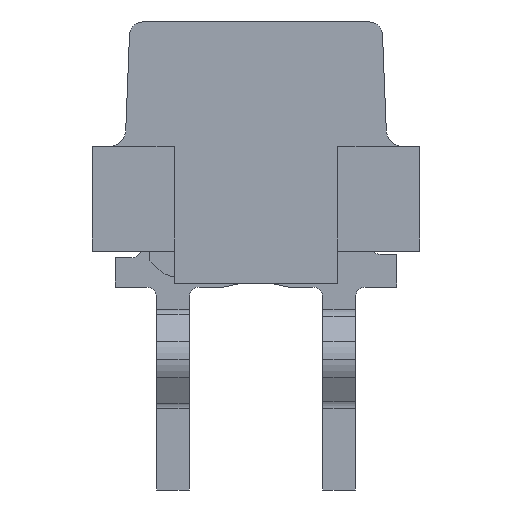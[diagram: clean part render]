
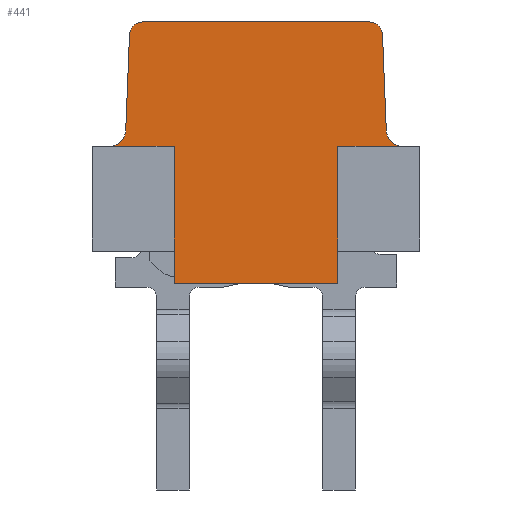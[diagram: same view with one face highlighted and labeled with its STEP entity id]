
A CAD part, left-side view. The second image highlights one B-rep face of the part: STEP entity #441.
In plain terms, the highlighted planar face has unit normal (-1, 0, 0).
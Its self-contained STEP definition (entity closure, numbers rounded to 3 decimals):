
#441=ADVANCED_FACE('',(#1971),#1972,.T.);
#1971=FACE_OUTER_BOUND('',#4279,.T.);
#1972=PLANE('',#4280);
#4279=EDGE_LOOP('',(#9394,#9395,#9396,#9397,#9398,#9399,#9400,#9401,#9402,#9403,#9404,#9405,#9406,#9407));
#4280=AXIS2_PLACEMENT_3D('',#9408,#9409,#9410);
#9394=ORIENTED_EDGE('',*,*,#17281,.T.);
#9395=ORIENTED_EDGE('',*,*,#17282,.T.);
#9396=ORIENTED_EDGE('',*,*,#17283,.F.);
#9397=ORIENTED_EDGE('',*,*,#17284,.T.);
#9398=ORIENTED_EDGE('',*,*,#16935,.T.);
#9399=ORIENTED_EDGE('',*,*,#16988,.T.);
#9400=ORIENTED_EDGE('',*,*,#17256,.F.);
#9401=ORIENTED_EDGE('',*,*,#17285,.F.);
#9402=ORIENTED_EDGE('',*,*,#17286,.F.);
#9403=ORIENTED_EDGE('',*,*,#17287,.T.);
#9404=ORIENTED_EDGE('',*,*,#17288,.T.);
#9405=ORIENTED_EDGE('',*,*,#17289,.T.);
#9406=ORIENTED_EDGE('',*,*,#15970,.T.);
#9407=ORIENTED_EDGE('',*,*,#17290,.T.);
#9408=CARTESIAN_POINT('',(-7.84,0.0,-4.0));
#9409=DIRECTION('',(-1.0,0.0,0.0));
#9410=DIRECTION('',(0.0,0.0,1.0));
#15970=EDGE_CURVE('',#19489,#19490,#19491,.T.);
#16935=EDGE_CURVE('',#20504,#21215,#21218,.T.);
#16988=EDGE_CURVE('',#21215,#21307,#21309,.T.);
#17256=EDGE_CURVE('',#20570,#21307,#21760,.T.);
#17281=EDGE_CURVE('',#21785,#21786,#21787,.T.);
#17282=EDGE_CURVE('',#21786,#21788,#21789,.T.);
#17283=EDGE_CURVE('',#21790,#21788,#21791,.T.);
#17284=EDGE_CURVE('',#21790,#20504,#21792,.T.);
#17285=EDGE_CURVE('',#21793,#20570,#21794,.T.);
#17286=EDGE_CURVE('',#21795,#21793,#21796,.T.);
#17287=EDGE_CURVE('',#21795,#21797,#21798,.T.);
#17288=EDGE_CURVE('',#21797,#21799,#21800,.T.);
#17289=EDGE_CURVE('',#21799,#19489,#21801,.T.);
#17290=EDGE_CURVE('',#19490,#21785,#21802,.T.);
#19489=VERTEX_POINT('',#25050);
#19490=VERTEX_POINT('',#25051);
#19491=LINE('',#25052,#25053);
#20504=VERTEX_POINT('',#26586);
#20570=VERTEX_POINT('',#26685);
#21215=VERTEX_POINT('',#27676);
#21218=LINE('',#27680,#27681);
#21307=VERTEX_POINT('',#27821);
#21309=LINE('',#27824,#27825);
#21760=LINE('',#28515,#28516);
#21785=VERTEX_POINT('',#28565);
#21786=VERTEX_POINT('',#28566);
#21787=LINE('',#28567,#28568);
#21788=VERTEX_POINT('',#28569);
#21789=CIRCLE('',#28570,0.25);
#21790=VERTEX_POINT('',#28571);
#21791=LINE('',#28572,#28573);
#21792=LINE('',#28574,#28575);
#21793=VERTEX_POINT('',#28576);
#21794=LINE('',#28577,#28578);
#21795=VERTEX_POINT('',#28579);
#21796=LINE('',#28580,#28581);
#21797=VERTEX_POINT('',#28582);
#21798=CIRCLE('',#28583,0.25);
#21799=VERTEX_POINT('',#28584);
#21800=LINE('',#28585,#28586);
#21801=CIRCLE('',#28587,0.2);
#21802=CIRCLE('',#28588,0.2);
#25050=CARTESIAN_POINT('',(-7.84,-1.733,0.0));
#25051=CARTESIAN_POINT('',(-7.84,1.733,0.0));
#25052=CARTESIAN_POINT('',(-7.84,-1.733,0.0));
#25053=VECTOR('',#32866,3.465);
#26586=CARTESIAN_POINT('',(-7.84,1.25,-3.5));
#26685=CARTESIAN_POINT('',(-7.84,-1.25,-3.5));
#27676=CARTESIAN_POINT('',(-7.84,1.25,-4.0));
#27680=CARTESIAN_POINT('',(-7.84,1.25,-3.5));
#27681=VECTOR('',#33959,0.5);
#27821=CARTESIAN_POINT('',(-7.84,-1.25,-4.0));
#27824=CARTESIAN_POINT('',(-7.84,1.25,-4.0));
#27825=VECTOR('',#34012,2.5);
#28515=CARTESIAN_POINT('',(-7.84,-1.25,-3.5));
#28516=VECTOR('',#34336,0.5);
#28565=CARTESIAN_POINT('',(-7.84,1.933,-0.192));
#28566=CARTESIAN_POINT('',(-7.84,1.991,-1.66));
#28567=CARTESIAN_POINT('',(-7.84,1.933,-0.192));
#28568=VECTOR('',#34361,1.469);
#28569=CARTESIAN_POINT('',(-7.84,2.24,-1.9));
#28570=AXIS2_PLACEMENT_3D('',#34362,#34363,#34364);
#28571=CARTESIAN_POINT('',(-7.84,1.25,-1.9));
#28572=CARTESIAN_POINT('',(-7.84,1.25,-1.9));
#28573=VECTOR('',#34365,0.99);
#28574=CARTESIAN_POINT('',(-7.84,1.25,-1.9));
#28575=VECTOR('',#34366,1.6);
#28576=CARTESIAN_POINT('',(-7.84,-1.25,-1.9));
#28577=CARTESIAN_POINT('',(-7.84,-1.25,-1.9));
#28578=VECTOR('',#34367,1.6);
#28579=CARTESIAN_POINT('',(-7.84,-2.24,-1.9));
#28580=CARTESIAN_POINT('',(-7.84,-2.24,-1.9));
#28581=VECTOR('',#34368,0.99);
#28582=CARTESIAN_POINT('',(-7.84,-1.991,-1.66));
#28583=AXIS2_PLACEMENT_3D('',#34369,#34370,#34371);
#28584=CARTESIAN_POINT('',(-7.84,-1.933,-0.192));
#28585=CARTESIAN_POINT('',(-7.84,-1.991,-1.66));
#28586=VECTOR('',#34372,1.469);
#28587=AXIS2_PLACEMENT_3D('',#34373,#34374,#34375);
#28588=AXIS2_PLACEMENT_3D('',#34376,#34377,#34378);
#32866=DIRECTION('',(0.0,1.0,0.0));
#33959=DIRECTION('',(0.0,0.0,-1.0));
#34012=DIRECTION('',(0.0,-1.0,0.0));
#34336=DIRECTION('',(0.0,0.0,-1.0));
#34361=DIRECTION('',(0.0,0.039,-0.999));
#34362=CARTESIAN_POINT('',(-7.84,2.24,-1.65));
#34363=DIRECTION('',(1.0,0.0,0.0));
#34364=DIRECTION('',(0.0,-0.999,-0.039));
#34365=DIRECTION('',(0.0,1.0,0.0));
#34366=DIRECTION('',(0.0,0.0,-1.0));
#34367=DIRECTION('',(0.0,0.0,-1.0));
#34368=DIRECTION('',(0.0,1.0,0.0));
#34369=CARTESIAN_POINT('',(-7.84,-2.24,-1.65));
#34370=DIRECTION('',(1.0,0.0,0.0));
#34371=DIRECTION('',(0.0,0.0,-1.0));
#34372=DIRECTION('',(0.0,0.039,0.999));
#34373=CARTESIAN_POINT('',(-7.84,-1.733,-0.2));
#34374=DIRECTION('',(-1.0,0.0,0.0));
#34375=DIRECTION('',(0.0,-0.999,0.039));
#34376=CARTESIAN_POINT('',(-7.84,1.733,-0.2));
#34377=DIRECTION('',(-1.0,0.0,0.0));
#34378=DIRECTION('',(0.0,0.0,1.0));
